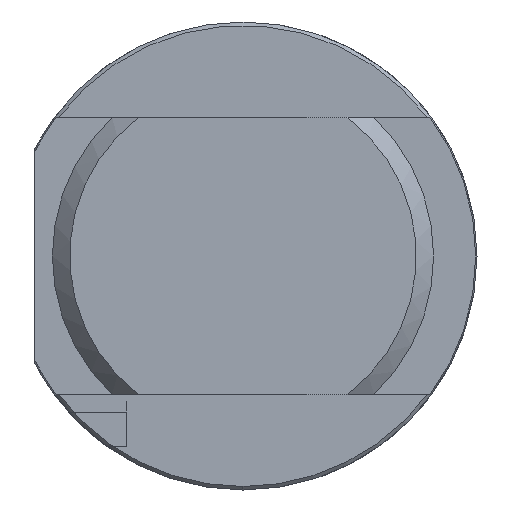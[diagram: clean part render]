
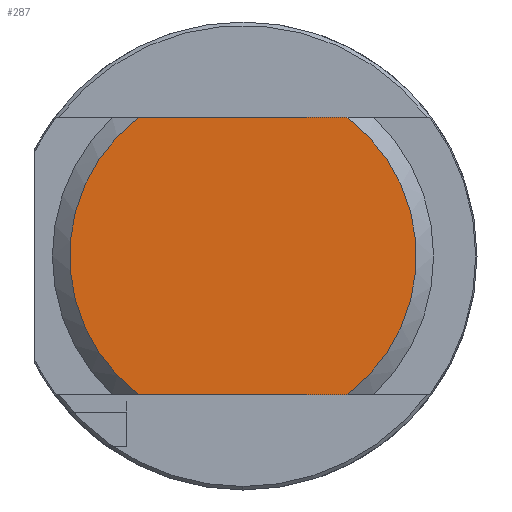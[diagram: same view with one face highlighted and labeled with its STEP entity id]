
A CAD part, left-side view. The second image highlights one B-rep face of the part: STEP entity #287.
In plain terms, the highlighted planar face has unit normal (-1, 0, 0).
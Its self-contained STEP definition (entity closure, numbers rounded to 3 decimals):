
#287 = ADVANCED_FACE ( 'NONE', ( #1081 ), #1657, .F. ) ;
#444 = AXIS2_PLACEMENT_3D ( 'NONE', #1652, #1617, #1572 ) ;
#734 = EDGE_CURVE ( 'NONE', #3949, #3962, #1953, .T. ) ;
#745 = EDGE_CURVE ( 'NONE', #3949, #3924, #1966, .T. ) ;
#748 = EDGE_CURVE ( 'NONE', #3910, #3924, #1971, .T. ) ;
#749 = EDGE_CURVE ( 'NONE', #3910, #3962, #1959, .T. ) ;
#1081 = FACE_OUTER_BOUND ( 'NONE', #1181, .T. ) ;
#1181 = EDGE_LOOP ( 'NONE', ( #2299, #2328, #2304, #2244 ) ) ;
#1572 = DIRECTION ( 'NONE',  ( 0., 0., -1. ) ) ;
#1617 = DIRECTION ( 'NONE',  ( 1., 0., 0. ) ) ;
#1652 = CARTESIAN_POINT ( 'NONE',  ( 0., 0., 0. ) ) ;
#1657 = PLANE ( 'NONE',  #444 ) ;
#1953 = CIRCLE ( 'NONE', #4670, 10. ) ;
#1959 = LINE ( 'NONE', #2744, #1964 ) ;
#1964 = VECTOR ( 'NONE', #2745, 1000. ) ;
#1966 = LINE ( 'NONE', #2732, #1967 ) ;
#1967 = VECTOR ( 'NONE', #2733, 1000. ) ;
#1971 = CIRCLE ( 'NONE', #4676, 10. ) ;
#2244 = ORIENTED_EDGE ( 'NONE', *, *, #749, .F. ) ;
#2299 = ORIENTED_EDGE ( 'NONE', *, *, #748, .T. ) ;
#2304 = ORIENTED_EDGE ( 'NONE', *, *, #734, .T. ) ;
#2328 = ORIENTED_EDGE ( 'NONE', *, *, #745, .F. ) ;
#2692 = CARTESIAN_POINT ( 'NONE',  ( 0., 0., 0. ) ) ;
#2703 = DIRECTION ( 'NONE',  ( -1., 0., 0. ) ) ;
#2704 = DIRECTION ( 'NONE',  ( 0., 0., -1. ) ) ;
#2732 = CARTESIAN_POINT ( 'NONE',  ( 0., 12.75, -8. ) ) ;
#2733 = DIRECTION ( 'NONE',  ( 0., 1., 0. ) ) ;
#2737 = CARTESIAN_POINT ( 'NONE',  ( 0., 0., 0. ) ) ;
#2742 = DIRECTION ( 'NONE',  ( -1., 0., 0. ) ) ;
#2743 = DIRECTION ( 'NONE',  ( 0., 0., -1. ) ) ;
#2744 = CARTESIAN_POINT ( 'NONE',  ( 0., 12.75, 8. ) ) ;
#2745 = DIRECTION ( 'NONE',  ( 0., -1., 0. ) ) ;
#2912 = CARTESIAN_POINT ( 'NONE',  ( 0., 6., 8. ) ) ;
#2917 = CARTESIAN_POINT ( 'NONE',  ( 0., 6., -8. ) ) ;
#2935 = CARTESIAN_POINT ( 'NONE',  ( 0., -6., -8. ) ) ;
#2942 = CARTESIAN_POINT ( 'NONE',  ( 0., -6., 8. ) ) ;
#3910 = VERTEX_POINT ( 'NONE', #2912 ) ;
#3924 = VERTEX_POINT ( 'NONE', #2917 ) ;
#3949 = VERTEX_POINT ( 'NONE', #2935 ) ;
#3962 = VERTEX_POINT ( 'NONE', #2942 ) ;
#4670 = AXIS2_PLACEMENT_3D ( 'NONE', #2692, #2703, #2704 ) ;
#4676 = AXIS2_PLACEMENT_3D ( 'NONE', #2737, #2742, #2743 ) ;
